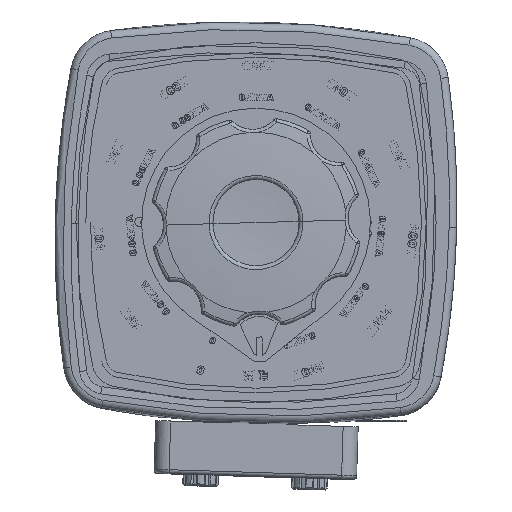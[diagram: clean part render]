
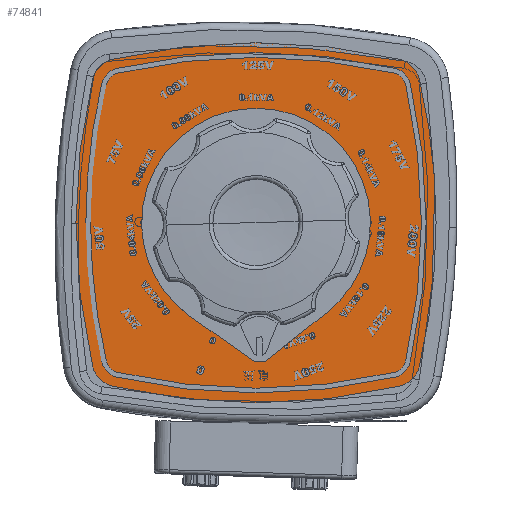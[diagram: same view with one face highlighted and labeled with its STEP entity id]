
A CAD part, top view. The second image highlights one B-rep face of the part: STEP entity #74841.
In plain terms, the highlighted planar face has unit normal (0, 0, 1).
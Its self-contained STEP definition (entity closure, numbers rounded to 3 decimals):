
#899 = DIRECTION ( 'NONE',  ( 1., 0., 0. ) ) ;
#2141 = VERTEX_POINT ( 'NONE', #114355 ) ;
#2199 = CARTESIAN_POINT ( 'NONE',  ( -963.8, -490.771, -0.001 ) ) ;
#2505 = ORIENTED_EDGE ( 'NONE', *, *, #68488, .F. ) ;
#6145 = AXIS2_PLACEMENT_3D ( 'NONE', #111592, #31896, #138788 ) ;
#7132 = ORIENTED_EDGE ( 'NONE', *, *, #81317, .T. ) ;
#8119 = VERTEX_POINT ( 'NONE', #134904 ) ;
#8136 = ORIENTED_EDGE ( 'NONE', *, *, #68290, .T. ) ;
#10589 = EDGE_LOOP ( 'NONE', ( #119765, #97079, #80531, #22846, #88047, #168560, #7132, #8136, #122774 ) ) ;
#10773 = AXIS2_PLACEMENT_3D ( 'NONE', #120017, #161144, #899 ) ;
#11757 = DIRECTION ( 'NONE',  ( 1., 0., 0. ) ) ;
#12693 = DIRECTION ( 'NONE',  ( 1., 0., 0. ) ) ;
#12978 = CIRCLE ( 'NONE', #40699, 7.25 ) ;
#16242 = VERTEX_POINT ( 'NONE', #168986 ) ;
#16243 = CARTESIAN_POINT ( 'NONE',  ( -1038.121, -528.945, -0.001 ) ) ;
#16708 = VERTEX_POINT ( 'NONE', #121166 ) ;
#16710 = CARTESIAN_POINT ( 'NONE',  ( -1045.545, -572.516, -0.001 ) ) ;
#20674 = DIRECTION ( 'NONE',  ( 0., 0., 1. ) ) ;
#22846 = ORIENTED_EDGE ( 'NONE', *, *, #43155, .T. ) ;
#27643 = CARTESIAN_POINT ( 'NONE',  ( -1007.371, -528.945, -0.001 ) ) ;
#28560 = DIRECTION ( 'NONE',  ( 0., 0., 1. ) ) ;
#28796 = CARTESIAN_POINT ( 'NONE',  ( -969.197, -485.373, -0.001 ) ) ;
#29958 = DIRECTION ( 'NONE',  ( 0., 0., 1. ) ) ;
#30359 = DIRECTION ( 'NONE',  ( 1., 0., 0. ) ) ;
#30849 = DIRECTION ( 'NONE',  ( 0., 0., 1. ) ) ;
#31896 = DIRECTION ( 'NONE',  ( 0., 0., 1. ) ) ;
#33685 = PLANE ( 'NONE',  #112786 ) ;
#34001 = CARTESIAN_POINT ( 'NONE',  ( -1017.621, -528.945, -0.001 ) ) ;
#35244 = AXIS2_PLACEMENT_3D ( 'NONE', #27643, #67929, #136271 ) ;
#35265 = DIRECTION ( 'NONE',  ( 0., 0., 1. ) ) ;
#35621 = CARTESIAN_POINT ( 'NONE',  ( -1126.115, -528.945, -0.001 ) ) ;
#38133 = EDGE_CURVE ( 'NONE', #16242, #88512, #144692, .T. ) ;
#40699 = AXIS2_PLACEMENT_3D ( 'NONE', #93410, #28560, #146855 ) ;
#41483 = AXIS2_PLACEMENT_3D ( 'NONE', #160662, #134411, #12693 ) ;
#42964 = AXIS2_PLACEMENT_3D ( 'NONE', #114159, #35265, #88689 ) ;
#43155 = EDGE_CURVE ( 'NONE', #118557, #16708, #45224, .T. ) ;
#45224 = CIRCLE ( 'NONE', #6145, 166.744 ) ;
#45403 = CARTESIAN_POINT ( 'NONE',  ( -1034.621, -528.945, -0.001 ) ) ;
#45518 = AXIS2_PLACEMENT_3D ( 'NONE', #109677, #30849, #136873 ) ;
#45536 = VERTEX_POINT ( 'NONE', #172938 ) ;
#46887 = FACE_BOUND ( 'NONE', #76296, .T. ) ;
#51992 = AXIS2_PLACEMENT_3D ( 'NONE', #109183, #150367, #30359 ) ;
#54036 = CARTESIAN_POINT ( 'NONE',  ( -1036.371, -528.945, -0.001 ) ) ;
#54915 = DIRECTION ( 'NONE',  ( 1., 0., 0. ) ) ;
#56000 = AXIS2_PLACEMENT_3D ( 'NONE', #157864, #61511, #169346 ) ;
#58438 = VERTEX_POINT ( 'NONE', #78183 ) ;
#61511 = DIRECTION ( 'NONE',  ( 0., 0., 1. ) ) ;
#67101 = CARTESIAN_POINT ( 'NONE',  ( -976.621, -528.945, -0.001 ) ) ;
#67929 = DIRECTION ( 'NONE',  ( 0., 0., 1. ) ) ;
#68290 = EDGE_CURVE ( 'NONE', #155473, #164242, #104434, .T. ) ;
#68488 = EDGE_CURVE ( 'NONE', #150834, #102993, #79488, .T. ) ;
#74841 = ADVANCED_FACE ( 'NONE', ( #46887, #101995, #100318, #153686 ), #33685, .T. ) ;
#75516 = CIRCLE ( 'NONE', #56000, 166.744 ) ;
#76296 = EDGE_LOOP ( 'NONE', ( #151429, #110183 ) ) ;
#77199 = CIRCLE ( 'NONE', #124742, 10.25 ) ;
#77929 = EDGE_CURVE ( 'NONE', #164242, #172613, #124816, .T. ) ;
#78183 = CARTESIAN_POINT ( 'NONE',  ( -959.371, -528.945, -0.001 ) ) ;
#78948 = CARTESIAN_POINT ( 'NONE',  ( -1045.545, -485.373, -0.001 ) ) ;
#79488 = CIRCLE ( 'NONE', #85096, 1.75 ) ;
#80531 = ORIENTED_EDGE ( 'NONE', *, *, #88475, .T. ) ;
#80845 = CARTESIAN_POINT ( 'NONE',  ( -1007.371, -528.945, -0.001 ) ) ;
#81317 = EDGE_CURVE ( 'NONE', #58438, #155473, #86320, .T. ) ;
#84160 = DIRECTION ( 'NONE',  ( 0., 0., 1. ) ) ;
#85096 = AXIS2_PLACEMENT_3D ( 'NONE', #54036, #107481, #54915 ) ;
#85500 = CARTESIAN_POINT ( 'NONE',  ( -978.371, -528.945, -0.001 ) ) ;
#86320 = CIRCLE ( 'NONE', #147839, 166.744 ) ;
#87897 = EDGE_CURVE ( 'NONE', #88512, #16242, #124765, .T. ) ;
#88047 = ORIENTED_EDGE ( 'NONE', *, *, #171610, .T. ) ;
#88475 = EDGE_CURVE ( 'NONE', #45536, #118557, #12978, .T. ) ;
#88512 = VERTEX_POINT ( 'NONE', #67101 ) ;
#88689 = DIRECTION ( 'NONE',  ( 1., 0., 0. ) ) ;
#89048 = DIRECTION ( 'NONE',  ( 0., 0., 1. ) ) ;
#90778 = ORIENTED_EDGE ( 'NONE', *, *, #38133, .F. ) ;
#92181 = EDGE_CURVE ( 'NONE', #152853, #2141, #77199, .T. ) ;
#93410 = CARTESIAN_POINT ( 'NONE',  ( -1043.885, -565.459, -0.001 ) ) ;
#93555 = EDGE_CURVE ( 'NONE', #2141, #152853, #158710, .T. ) ;
#97079 = ORIENTED_EDGE ( 'NONE', *, *, #148212, .T. ) ;
#98658 = DIRECTION ( 'NONE',  ( 1., 0., 0. ) ) ;
#99255 = ORIENTED_EDGE ( 'NONE', *, *, #87897, .F. ) ;
#100187 = CARTESIAN_POINT ( 'NONE',  ( -1050.943, -490.771, -0.001 ) ) ;
#100318 = FACE_BOUND ( 'NONE', #111454, .T. ) ;
#101995 = FACE_BOUND ( 'NONE', #163326, .T. ) ;
#102993 = VERTEX_POINT ( 'NONE', #16243 ) ;
#104434 = CIRCLE ( 'NONE', #42964, 7.25 ) ;
#104571 = CARTESIAN_POINT ( 'NONE',  ( -1043.885, -492.43, -0.001 ) ) ;
#105197 = AXIS2_PLACEMENT_3D ( 'NONE', #108697, #84160, #151577 ) ;
#107481 = DIRECTION ( 'NONE',  ( 0., 0., 1. ) ) ;
#108697 = CARTESIAN_POINT ( 'NONE',  ( -978.371, -528.945, -0.001 ) ) ;
#109183 = CARTESIAN_POINT ( 'NONE',  ( -1007.371, -647.689, -0.001 ) ) ;
#109677 = CARTESIAN_POINT ( 'NONE',  ( -970.857, -565.459, -0.001 ) ) ;
#110183 = ORIENTED_EDGE ( 'NONE', *, *, #92181, .F. ) ;
#111367 = CIRCLE ( 'NONE', #10773, 1.75 ) ;
#111454 = EDGE_LOOP ( 'NONE', ( #99255, #90778 ) ) ;
#111592 = CARTESIAN_POINT ( 'NONE',  ( -1007.371, -410.2, -0.001 ) ) ;
#112786 = AXIS2_PLACEMENT_3D ( 'NONE', #140547, #114280, #128309 ) ;
#114159 = CARTESIAN_POINT ( 'NONE',  ( -970.857, -492.43, -0.001 ) ) ;
#114280 = DIRECTION ( 'NONE',  ( 0., 0., 1. ) ) ;
#114355 = CARTESIAN_POINT ( 'NONE',  ( -997.121, -528.945, -0.001 ) ) ;
#118557 = VERTEX_POINT ( 'NONE', #16710 ) ;
#119122 = EDGE_CURVE ( 'NONE', #172613, #141251, #156029, .T. ) ;
#119765 = ORIENTED_EDGE ( 'NONE', *, *, #119122, .T. ) ;
#120017 = CARTESIAN_POINT ( 'NONE',  ( -1036.371, -528.945, -0.001 ) ) ;
#121166 = CARTESIAN_POINT ( 'NONE',  ( -969.197, -572.516, -0.001 ) ) ;
#122774 = ORIENTED_EDGE ( 'NONE', *, *, #77929, .T. ) ;
#124742 = AXIS2_PLACEMENT_3D ( 'NONE', #80845, #29958, #149112 ) ;
#124765 = CIRCLE ( 'NONE', #105197, 1.75 ) ;
#124816 = CIRCLE ( 'NONE', #51992, 166.744 ) ;
#127906 = AXIS2_PLACEMENT_3D ( 'NONE', #85500, #20674, #98658 ) ;
#128309 = DIRECTION ( 'NONE',  ( 1., 0., 0. ) ) ;
#130796 = AXIS2_PLACEMENT_3D ( 'NONE', #104571, #131750, #11757 ) ;
#131750 = DIRECTION ( 'NONE',  ( 0., 0., 1. ) ) ;
#134411 = DIRECTION ( 'NONE',  ( 0., 0., 1. ) ) ;
#134904 = CARTESIAN_POINT ( 'NONE',  ( -963.8, -567.118, -0.001 ) ) ;
#136271 = DIRECTION ( 'NONE',  ( 1., 0., 0. ) ) ;
#136873 = DIRECTION ( 'NONE',  ( 1., 0., 0. ) ) ;
#138788 = DIRECTION ( 'NONE',  ( 1., 0., 0. ) ) ;
#140547 = CARTESIAN_POINT ( 'NONE',  ( -966.256, -510.687, -0.001 ) ) ;
#141251 = VERTEX_POINT ( 'NONE', #100187 ) ;
#142445 = DIRECTION ( 'NONE',  ( 1., 0., 0. ) ) ;
#144692 = CIRCLE ( 'NONE', #127906, 1.75 ) ;
#146855 = DIRECTION ( 'NONE',  ( 1., 0., 0. ) ) ;
#147839 = AXIS2_PLACEMENT_3D ( 'NONE', #35621, #89048, #142445 ) ;
#148212 = EDGE_CURVE ( 'NONE', #141251, #45536, #170193, .T. ) ;
#149112 = DIRECTION ( 'NONE',  ( 1., 0., 0. ) ) ;
#150367 = DIRECTION ( 'NONE',  ( 0., 0., 1. ) ) ;
#150560 = EDGE_CURVE ( 'NONE', #8119, #58438, #75516, .T. ) ;
#150834 = VERTEX_POINT ( 'NONE', #45403 ) ;
#151429 = ORIENTED_EDGE ( 'NONE', *, *, #93555, .F. ) ;
#151577 = DIRECTION ( 'NONE',  ( 1., 0., 0. ) ) ;
#152853 = VERTEX_POINT ( 'NONE', #34001 ) ;
#153686 = FACE_OUTER_BOUND ( 'NONE', #10589, .T. ) ;
#155473 = VERTEX_POINT ( 'NONE', #2199 ) ;
#156029 = CIRCLE ( 'NONE', #130796, 7.25 ) ;
#157864 = CARTESIAN_POINT ( 'NONE',  ( -1126.115, -528.945, -0.001 ) ) ;
#158710 = CIRCLE ( 'NONE', #35244, 10.25 ) ;
#160662 = CARTESIAN_POINT ( 'NONE',  ( -888.627, -528.945, -0.001 ) ) ;
#161144 = DIRECTION ( 'NONE',  ( 0., 0., 1. ) ) ;
#161369 = EDGE_CURVE ( 'NONE', #102993, #150834, #111367, .T. ) ;
#163326 = EDGE_LOOP ( 'NONE', ( #2505, #172245 ) ) ;
#164242 = VERTEX_POINT ( 'NONE', #28796 ) ;
#168530 = CIRCLE ( 'NONE', #45518, 7.25 ) ;
#168560 = ORIENTED_EDGE ( 'NONE', *, *, #150560, .T. ) ;
#168986 = CARTESIAN_POINT ( 'NONE',  ( -980.121, -528.945, -0.001 ) ) ;
#169346 = DIRECTION ( 'NONE',  ( 1., 0., 0. ) ) ;
#170193 = CIRCLE ( 'NONE', #41483, 166.744 ) ;
#171610 = EDGE_CURVE ( 'NONE', #16708, #8119, #168530, .T. ) ;
#172245 = ORIENTED_EDGE ( 'NONE', *, *, #161369, .F. ) ;
#172613 = VERTEX_POINT ( 'NONE', #78948 ) ;
#172938 = CARTESIAN_POINT ( 'NONE',  ( -1050.943, -567.118, -0.001 ) ) ;
